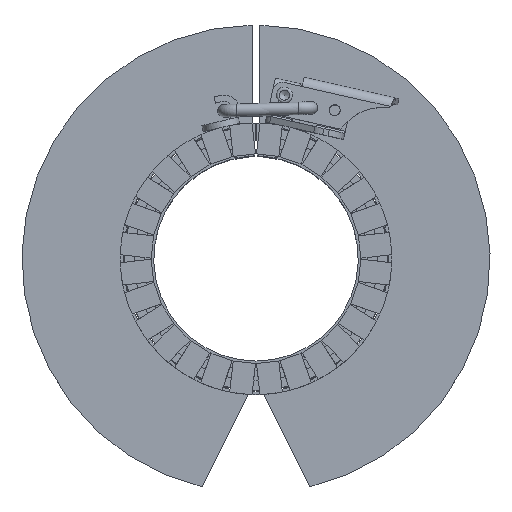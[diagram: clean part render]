
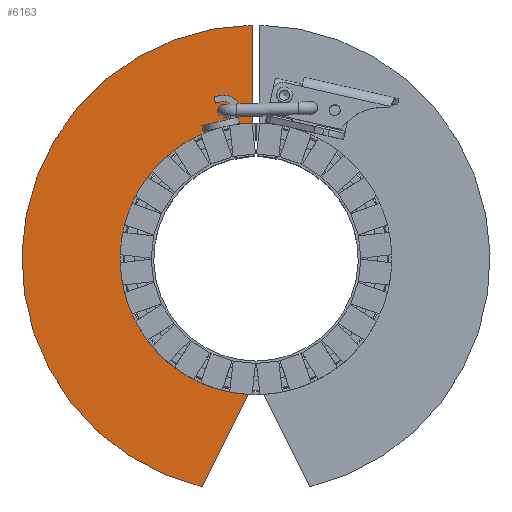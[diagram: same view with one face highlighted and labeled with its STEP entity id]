
A CAD part, top view. The second image highlights one B-rep face of the part: STEP entity #6163.
In plain terms, the highlighted planar face has unit normal (0, 0, 1).
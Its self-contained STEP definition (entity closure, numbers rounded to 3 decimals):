
#6027=CARTESIAN_POINT('',(-2.,-34.442,-27.05));
#6028=VERTEX_POINT('',#6027);
#6035=CARTESIAN_POINT('',(-13.697,-57.902,-27.05));
#6036=VERTEX_POINT('',#6035);
#6037=CARTESIAN_POINT('',(-13.697,-57.902,-27.05));
#6038=DIRECTION('',(0.446,0.895,0.0));
#6039=VECTOR('',#6038,26.214);
#6040=LINE('',#6037,#6039);
#6041=EDGE_CURVE('',#6036,#6028,#6040,.T.);
#6066=CARTESIAN_POINT('',(-1.,34.486,-27.05));
#6067=VERTEX_POINT('',#6066);
#6074=CARTESIAN_POINT('',(0.0,0.0,-27.05));
#6075=DIRECTION('',(0.0,0.0,-1.0));
#6076=DIRECTION('',(-0.058,-0.998,0.0));
#6077=AXIS2_PLACEMENT_3D('',#6074,#6075,#6076);
#6078=CIRCLE('',#6077,34.5);
#6079=EDGE_CURVE('',#6028,#6067,#6078,.T.);
#6098=CARTESIAN_POINT('',(-1.,59.492,-27.05));
#6099=VERTEX_POINT('',#6098);
#6106=CARTESIAN_POINT('',(-1.,34.486,-27.05));
#6107=DIRECTION('',(0.0,1.0,0.0));
#6108=VECTOR('',#6107,25.006);
#6109=LINE('',#6106,#6108);
#6110=EDGE_CURVE('',#6067,#6099,#6109,.T.);
#6129=CARTESIAN_POINT('',(0.0,0.0,-27.05));
#6130=DIRECTION('',(0.0,0.0,1.0));
#6131=DIRECTION('',(0.23,0.973,0.0));
#6132=AXIS2_PLACEMENT_3D('',#6129,#6130,#6131);
#6133=CIRCLE('',#6132,59.5);
#6134=EDGE_CURVE('',#6099,#6036,#6133,.T.);
#6152=CARTESIAN_POINT('',(-26.804,2.1,-27.05));
#6153=DIRECTION('',(0.0,0.0,-1.0));
#6154=DIRECTION('',(-1.0,0.0,0.0));
#6155=AXIS2_PLACEMENT_3D('',#6152,#6153,#6154);
#6156=PLANE('',#6155);
#6157=ORIENTED_EDGE('',*,*,#6134,.T.);
#6158=ORIENTED_EDGE('',*,*,#6041,.T.);
#6159=ORIENTED_EDGE('',*,*,#6079,.T.);
#6160=ORIENTED_EDGE('',*,*,#6110,.T.);
#6161=EDGE_LOOP('',(#6157,#6158,#6159,#6160));
#6162=FACE_OUTER_BOUND('',#6161,.T.);
#6163=ADVANCED_FACE('',(#6162),#6156,.F.);
